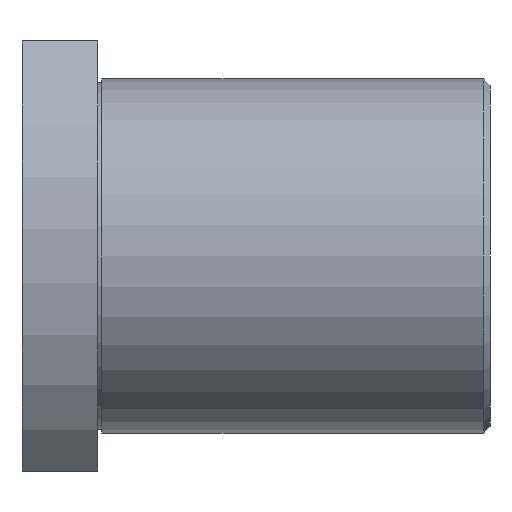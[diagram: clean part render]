
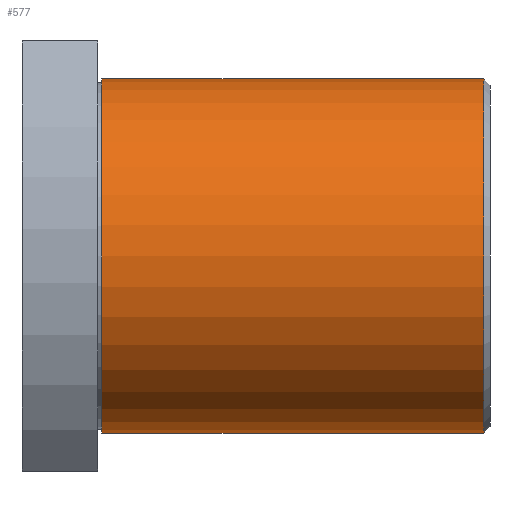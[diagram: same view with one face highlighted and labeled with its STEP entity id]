
A CAD part, front view. The second image highlights one B-rep face of the part: STEP entity #577.
In plain terms, the highlighted cylindrical face has radius 14 mm (diameter 28 mm), a full revolution.
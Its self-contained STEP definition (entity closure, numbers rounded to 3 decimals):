
#38 = EDGE_LOOP ( 'NONE', ( #133 ) ) ;
#39 = EDGE_LOOP ( 'NONE', ( #146 ) ) ;
#80 = EDGE_CURVE ( 'NONE', #504, #504, #119, .T. ) ;
#107 = CYLINDRICAL_SURFACE ( 'NONE', #631, 14. ) ;
#119 = CIRCLE ( 'NONE', #628, 14. ) ;
#133 = ORIENTED_EDGE ( 'NONE', *, *, #80, .T. ) ;
#146 = ORIENTED_EDGE ( 'NONE', *, *, #601, .T. ) ;
#159 = FACE_OUTER_BOUND ( 'NONE', #38, .T. ) ;
#183 = FACE_OUTER_BOUND ( 'NONE', #39, .T. ) ;
#238 = CIRCLE ( 'NONE', #653, 14. ) ;
#300 = CARTESIAN_POINT ( 'NONE',  ( 6.3, 0., 0. ) ) ;
#310 = DIRECTION ( 'NONE',  ( 1., 0., 0. ) ) ;
#328 = DIRECTION ( 'NONE',  ( 0., 0., -1. ) ) ;
#329 = DIRECTION ( 'NONE',  ( -1., 0., 0. ) ) ;
#354 = DIRECTION ( 'NONE',  ( 0., 0., 1. ) ) ;
#366 = CARTESIAN_POINT ( 'NONE',  ( -20.076, 0., 0. ) ) ;
#414 = CARTESIAN_POINT ( 'NONE',  ( 36.5, 0., 0. ) ) ;
#415 = DIRECTION ( 'NONE',  ( -1., 0., 0. ) ) ;
#416 = DIRECTION ( 'NONE',  ( 0., 0., 1. ) ) ;
#504 = VERTEX_POINT ( 'NONE', #505 ) ;
#505 = CARTESIAN_POINT ( 'NONE',  ( 6.3, 0., -14. ) ) ;
#510 = VERTEX_POINT ( 'NONE', #511 ) ;
#511 = CARTESIAN_POINT ( 'NONE',  ( 36.5, 0., 14. ) ) ;
#577 = ADVANCED_FACE ( 'NONE', ( #183, #159 ), #107, .T. ) ;
#601 = EDGE_CURVE ( 'NONE', #510, #510, #238, .T. ) ;
#628 = AXIS2_PLACEMENT_3D ( 'NONE', #300, #310, #328 ) ;
#631 = AXIS2_PLACEMENT_3D ( 'NONE', #366, #329, #354 ) ;
#653 = AXIS2_PLACEMENT_3D ( 'NONE', #414, #415, #416 ) ;
